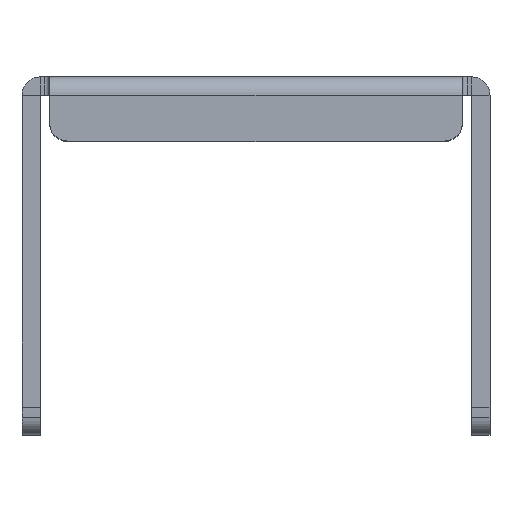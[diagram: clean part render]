
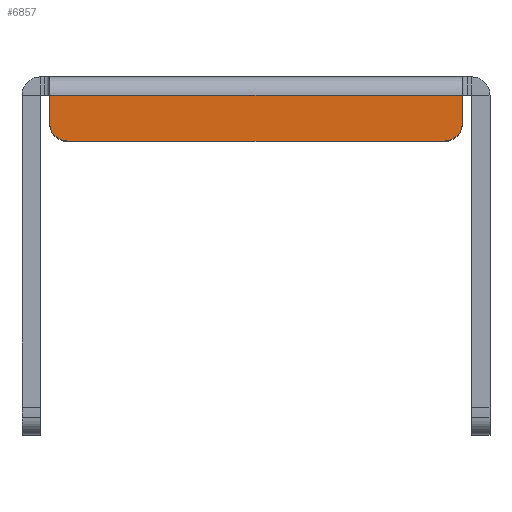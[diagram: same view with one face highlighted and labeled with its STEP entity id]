
A CAD part, top view. The second image highlights one B-rep face of the part: STEP entity #6857.
In plain terms, the highlighted planar face has unit normal (0, 0, 1).
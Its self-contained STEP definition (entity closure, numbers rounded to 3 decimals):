
#216=PLANE('',#7512);
#563=CIRCLE('',#7513,2.);
#564=CIRCLE('',#7514,2.);
#900=FACE_OUTER_BOUND('',#1355,.T.);
#1355=EDGE_LOOP('',(#6223,#6224,#6225,#6226,#6227,#6228));
#1915=LINE('',#21391,#2296);
#2066=LINE('',#21919,#2447);
#2067=LINE('',#21922,#2448);
#2068=LINE('',#21926,#2449);
#2296=VECTOR('',#8579,45.);
#2447=VECTOR('',#9148,3.);
#2448=VECTOR('',#9151,3.);
#2449=VECTOR('',#9154,41.);
#2985=VERTEX_POINT('',#21387);
#2986=VERTEX_POINT('',#21389);
#3154=VERTEX_POINT('',#21917);
#3155=VERTEX_POINT('',#21921);
#3156=VERTEX_POINT('',#21923);
#3157=VERTEX_POINT('',#21925);
#3919=EDGE_CURVE('',#2985,#2986,#1915,.T.);
#4184=EDGE_CURVE('',#2986,#3154,#2066,.T.);
#4185=EDGE_CURVE('',#3155,#2985,#2067,.T.);
#4186=EDGE_CURVE('',#3154,#3156,#563,.T.);
#4187=EDGE_CURVE('',#3156,#3157,#2068,.T.);
#4188=EDGE_CURVE('',#3157,#3155,#564,.T.);
#6223=ORIENTED_EDGE('',*,*,#4185,.T.);
#6224=ORIENTED_EDGE('',*,*,#3919,.T.);
#6225=ORIENTED_EDGE('',*,*,#4184,.T.);
#6226=ORIENTED_EDGE('',*,*,#4186,.T.);
#6227=ORIENTED_EDGE('',*,*,#4187,.T.);
#6228=ORIENTED_EDGE('',*,*,#4188,.T.);
#6857=ADVANCED_FACE('',(#900),#216,.F.);
#7512=AXIS2_PLACEMENT_3D('',#21920,#9149,#9150);
#7513=AXIS2_PLACEMENT_3D('',#21924,#9152,#9153);
#7514=AXIS2_PLACEMENT_3D('',#21927,#9155,#9156);
#8579=DIRECTION('',(-1.,0.,0.));
#9148=DIRECTION('',(0.,-1.,0.));
#9149=DIRECTION('center_axis',(0.,0.,-1.));
#9150=DIRECTION('ref_axis',(-1.,0.,0.));
#9151=DIRECTION('',(0.,1.,0.));
#9152=DIRECTION('center_axis',(0.,0.,1.));
#9153=DIRECTION('ref_axis',(-1.,0.,0.));
#9154=DIRECTION('',(1.,0.,0.));
#9155=DIRECTION('center_axis',(0.,0.,1.));
#9156=DIRECTION('ref_axis',(0.,-1.,0.));
#21387=CARTESIAN_POINT('',(22.5,34.,16.5));
#21389=CARTESIAN_POINT('',(-22.5,34.,16.5));
#21391=CARTESIAN_POINT('',(22.5,34.,16.5));
#21917=CARTESIAN_POINT('',(-22.5,31.,16.5));
#21919=CARTESIAN_POINT('',(-22.5,34.,16.5));
#21920=CARTESIAN_POINT('Origin',(11.808,34.,16.5));
#21921=CARTESIAN_POINT('',(22.5,31.,16.5));
#21922=CARTESIAN_POINT('',(22.5,31.,16.5));
#21923=CARTESIAN_POINT('',(-20.5,29.,16.5));
#21924=CARTESIAN_POINT('Origin',(-20.5,31.,16.5));
#21925=CARTESIAN_POINT('',(20.5,29.,16.5));
#21926=CARTESIAN_POINT('',(-20.5,29.,16.5));
#21927=CARTESIAN_POINT('Origin',(20.5,31.,16.5));
